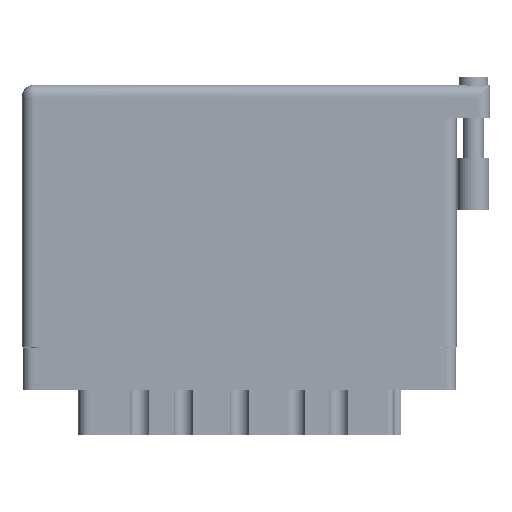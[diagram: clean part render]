
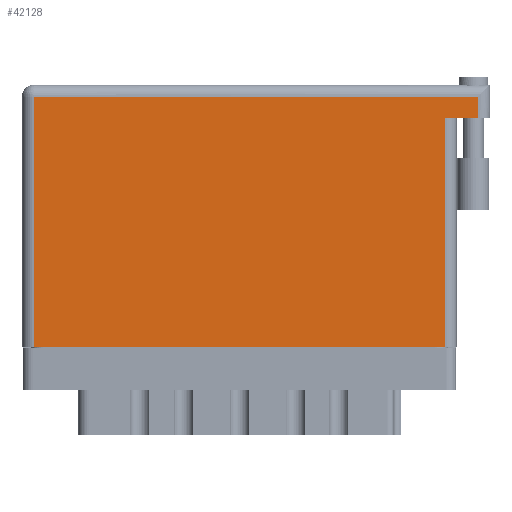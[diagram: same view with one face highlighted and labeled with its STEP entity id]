
A CAD part, front view. The second image highlights one B-rep face of the part: STEP entity #42128.
In plain terms, the highlighted face is planar.
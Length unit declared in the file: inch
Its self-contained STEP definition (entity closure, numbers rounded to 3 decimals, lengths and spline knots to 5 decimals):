
#323 = EDGE_LOOP ( 'NONE', ( #51696, #34102, #19001, #11865, #35743, #47137 ) ) ;
#5112 = DIRECTION ( 'NONE',  ( 0., 0., -1. ) ) ;
#5202 = DIRECTION ( 'NONE',  ( 0., -1., 0. ) ) ;
#5906 = EDGE_CURVE ( 'NONE', #37609, #11198, #37628, .T. ) ;
#8668 = EDGE_CURVE ( 'NONE', #11198, #28530, #30809, .T. ) ;
#9298 = EDGE_CURVE ( 'NONE', #26074, #37609, #17916, .T. ) ;
#11198 = VERTEX_POINT ( 'NONE', #29002 ) ;
#11865 = ORIENTED_EDGE ( 'NONE', *, *, #14258, .T. ) ;
#12191 = VERTEX_POINT ( 'NONE', #46298 ) ;
#13348 = CARTESIAN_POINT ( 'NONE',  ( 2.53, 1.369, 0. ) ) ;
#13534 = PLANE ( 'NONE',  #18139 ) ;
#13897 = DIRECTION ( 'NONE',  ( -1., 0., 0. ) ) ;
#14258 = EDGE_CURVE ( 'NONE', #12191, #41188, #48780, .T. ) ;
#17916 = LINE ( 'NONE', #46286, #19849 ) ;
#18139 = AXIS2_PLACEMENT_3D ( 'NONE', #34176, #5112, #13897 ) ;
#19001 = ORIENTED_EDGE ( 'NONE', *, *, #38945, .F. ) ;
#19734 = CARTESIAN_POINT ( 'NONE',  ( 2.73, 1.496, 0. ) ) ;
#19849 = VECTOR ( 'NONE', #5202, 39.37008 ) ;
#20363 = FACE_OUTER_BOUND ( 'NONE', #323, .T. ) ;
#21116 = DIRECTION ( 'NONE',  ( 0., 1., 0. ) ) ;
#21293 = CARTESIAN_POINT ( 'NONE',  ( 2.53, 1.369, 0. ) ) ;
#22296 = LINE ( 'NONE', #46793, #47438 ) ;
#23515 = CARTESIAN_POINT ( 'NONE',  ( 0., 0., 0. ) ) ;
#26074 = VERTEX_POINT ( 'NONE', #45251 ) ;
#27109 = VECTOR ( 'NONE', #29124, 39.37008 ) ;
#28530 = VERTEX_POINT ( 'NONE', #13348 ) ;
#29002 = CARTESIAN_POINT ( 'NONE',  ( 2.53, 0., 0. ) ) ;
#29124 = DIRECTION ( 'NONE',  ( -1., 0., 0. ) ) ;
#29720 = LINE ( 'NONE', #45887, #27109 ) ;
#30809 = LINE ( 'NONE', #21293, #52537 ) ;
#32039 = VECTOR ( 'NONE', #52553, 39.37008 ) ;
#34102 = ORIENTED_EDGE ( 'NONE', *, *, #8668, .T. ) ;
#34176 = CARTESIAN_POINT ( 'NONE',  ( 0., 1.566, 0. ) ) ;
#34774 = DIRECTION ( 'NONE',  ( -1., 0., 0. ) ) ;
#35743 = ORIENTED_EDGE ( 'NONE', *, *, #45851, .T. ) ;
#37609 = VERTEX_POINT ( 'NONE', #46163 ) ;
#37628 = LINE ( 'NONE', #23515, #47207 ) ;
#38945 = EDGE_CURVE ( 'NONE', #12191, #28530, #29720, .T. ) ;
#39788 = CARTESIAN_POINT ( 'NONE',  ( 2.73, 1.566, 0. ) ) ;
#39936 = DIRECTION ( 'NONE',  ( 1., 0., 0. ) ) ;
#41188 = VERTEX_POINT ( 'NONE', #19734 ) ;
#42128 = ADVANCED_FACE ( 'NONE', ( #20363 ), #13534, .F. ) ;
#45251 = CARTESIAN_POINT ( 'NONE',  ( 0.07, 1.496, 0. ) ) ;
#45851 = EDGE_CURVE ( 'NONE', #41188, #26074, #22296, .T. ) ;
#45887 = CARTESIAN_POINT ( 'NONE',  ( 2.8, 1.369, 0. ) ) ;
#46163 = CARTESIAN_POINT ( 'NONE',  ( 0.07, 0., 0. ) ) ;
#46286 = CARTESIAN_POINT ( 'NONE',  ( 0.07, 0., 0. ) ) ;
#46298 = CARTESIAN_POINT ( 'NONE',  ( 2.73, 1.369, 0. ) ) ;
#46793 = CARTESIAN_POINT ( 'NONE',  ( 0., 1.496, 0. ) ) ;
#47137 = ORIENTED_EDGE ( 'NONE', *, *, #9298, .T. ) ;
#47207 = VECTOR ( 'NONE', #39936, 39.37008 ) ;
#47438 = VECTOR ( 'NONE', #34774, 39.37008 ) ;
#48780 = LINE ( 'NONE', #39788, #32039 ) ;
#51696 = ORIENTED_EDGE ( 'NONE', *, *, #5906, .T. ) ;
#52537 = VECTOR ( 'NONE', #21116, 39.37008 ) ;
#52553 = DIRECTION ( 'NONE',  ( 0., 1., 0. ) ) ;
